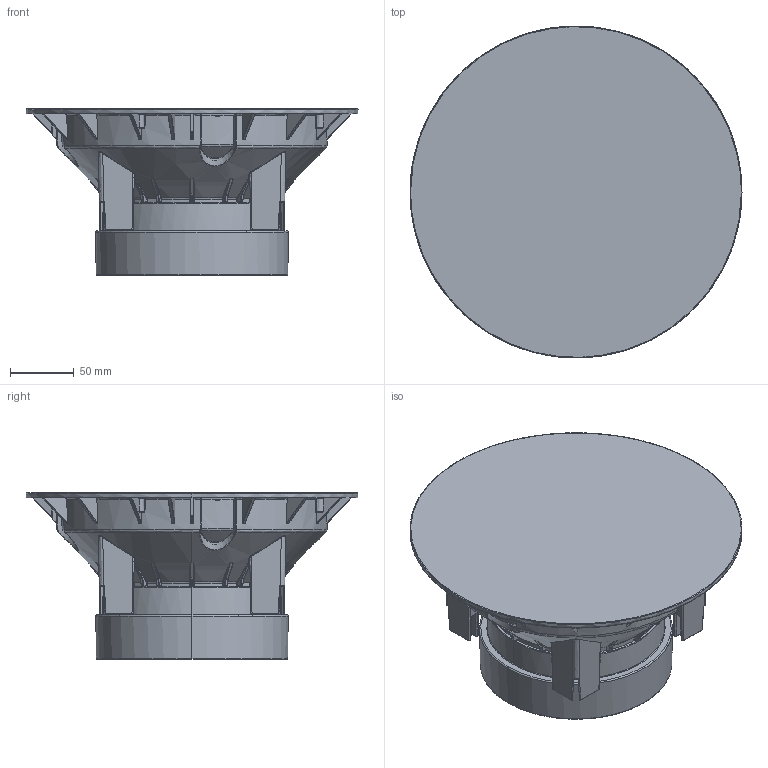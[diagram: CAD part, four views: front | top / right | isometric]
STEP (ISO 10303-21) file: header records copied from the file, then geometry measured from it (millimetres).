
FILE_DESCRIPTION(/* description */ (''),/* implementation_level */ '2;1');
FILE_NAME(/* name */ 'T411050_EGO 150 WO VETRO TONDO',/* time_stamp */ '2018-02-06T15:55:28+01:00',/* author */ (''),/* organization */ (''),/* preprocessor_version */ 'ST-DEVELOPER v15',/* originating_system */ '',/* authorisation */ '');
FILE_SCHEMA (('CONFIG_CONTROL_DESIGN'));
Products named in the file (1): Document
Bounding box: 259.96 x 259.89 x 130.2 mm (x, y, z)
Volume: 614329.9 mm3; surface area: 302628.5 mm2
Topology: 5 solids, 6 shells, 1757 faces, 4632 edges, 2630 vertices
Faces by surface type: bspline 1404, plane 353
Entity records: 84232 total; most frequent: CARTESIAN_POINT 59858, ORIENTED_EDGE 8803, EDGE_CURVE 4536, VERTEX_POINT 2629, B_SPLINE_CURVE_WITH_KNOTS 1917, EDGE_LOOP 1776, ADVANCED_FACE 1755, FACE_OUTER_BOUND 1755
